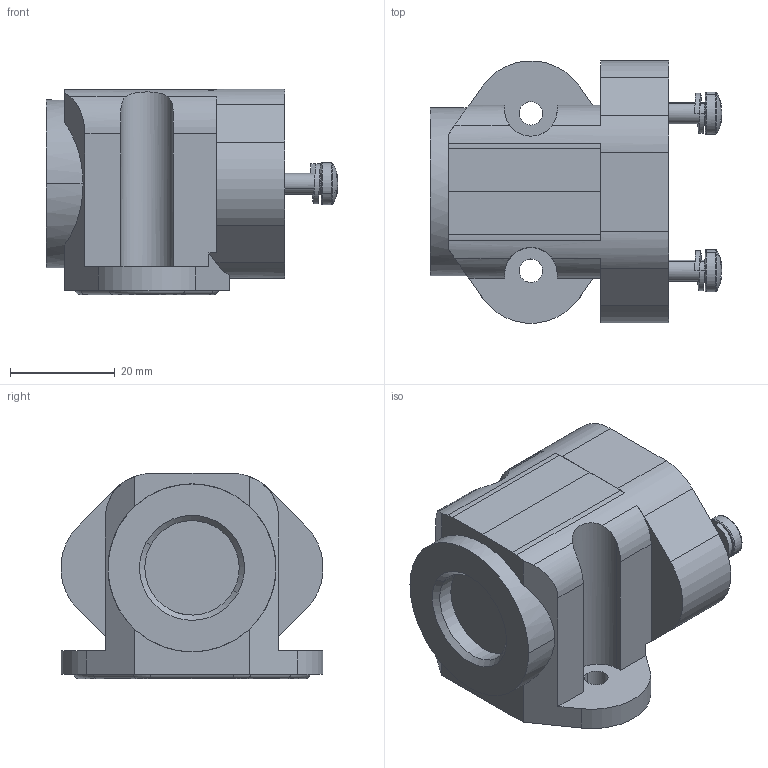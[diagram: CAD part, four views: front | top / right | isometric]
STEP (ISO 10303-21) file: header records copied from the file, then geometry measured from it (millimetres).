
FILE_DESCRIPTION(('CATIA V5 STEP Exchange','CAx-IF Rec.Pracs.--- Model Styling and Organization---1.4--- 2014-01-23'),'2;1');
FILE_NAME ('13479773_3', '2019-10-25T13:29:09+00:00', ('none'), ('Weidmueller'), 'CATIA Version 5-6 Release 2016 SP3 HF44', 'CATIA V5 STEP AP214', 'none');
FILE_SCHEMA(('AUTOMOTIVE_DESIGN { 1 0 10303 214 1 1 1 1 }'));
Length unit declared in the file: millimetre
Products named in the file (1): 1083130000
Bounding box: 55.58 x 49.91 x 39.1 mm (x, y, z)
Volume: 33972.3 mm3; surface area: 15116.7 mm2
Topology: 3 solids, 5 shells, 320 faces, 816 edges, 501 vertices
Faces by surface type: plane 109, cylinder 97, bspline 52, cone 32, torus 26, sphere 4
Entity records: 10278 total; most frequent: CARTESIAN_POINT 3320, ORIENTED_EDGE 1608, DIRECTION 1079, EDGE_CURVE 804, VERTEX_POINT 501, AXIS2_PLACEMENT_3D 493, VECTOR 352, LINE 352
